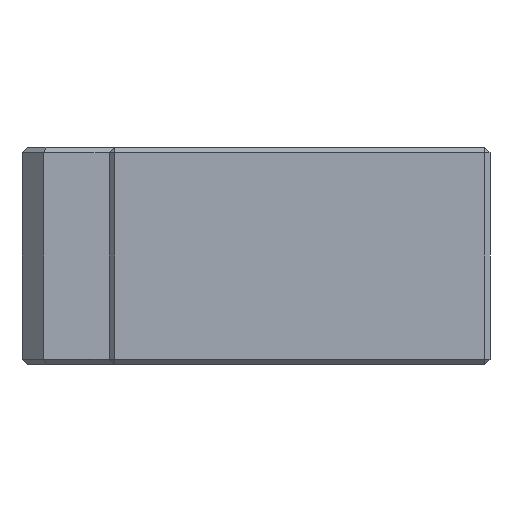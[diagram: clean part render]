
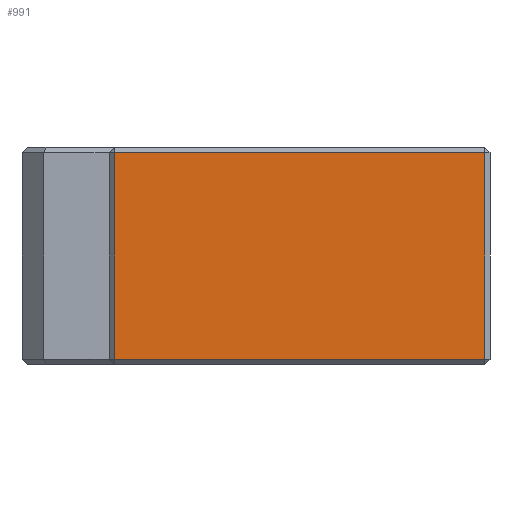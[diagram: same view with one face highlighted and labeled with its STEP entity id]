
A CAD part, left-side view. The second image highlights one B-rep face of the part: STEP entity #991.
In plain terms, the highlighted planar face has unit normal (-1, 0, 0).
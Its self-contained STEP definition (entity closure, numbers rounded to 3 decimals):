
#93 = VECTOR ( 'NONE', #1236, 1000. ) ;
#113 = VECTOR ( 'NONE', #1230, 1000. ) ;
#126 = VECTOR ( 'NONE', #1227, 1000. ) ;
#192 = VECTOR ( 'NONE', #2736, 1000. ) ;
#649 = EDGE_CURVE ( 'NONE', #3185, #3186, #2748, .T. ) ;
#777 = EDGE_CURVE ( 'NONE', #3186, #3187, #1225, .T. ) ;
#778 = EDGE_CURVE ( 'NONE', #3184, #3185, #1228, .T. ) ;
#780 = EDGE_CURVE ( 'NONE', #3187, #3184, #1234, .T. ) ;
#991 = ADVANCED_FACE ( 'NONE', ( #3553 ), #1833, .F. ) ;
#1225 = LINE ( 'NONE', #1226, #126 ) ;
#1226 = CARTESIAN_POINT ( 'NONE',  ( -30., -24.5, 10. ) ) ;
#1227 = DIRECTION ( 'NONE',  ( 0., 0., 1. ) ) ;
#1228 = LINE ( 'NONE', #1229, #113 ) ;
#1229 = CARTESIAN_POINT ( 'NONE',  ( -30., 9.5, 10. ) ) ;
#1230 = DIRECTION ( 'NONE',  ( 0., 0., -1. ) ) ;
#1234 = LINE ( 'NONE', #1235, #93 ) ;
#1235 = CARTESIAN_POINT ( 'NONE',  ( -30., 10., 9.5 ) ) ;
#1236 = DIRECTION ( 'NONE',  ( 0., 1., 0. ) ) ;
#1833 = PLANE ( 'NONE',  #3552 ) ;
#1834 = CARTESIAN_POINT ( 'NONE',  ( -30., 10., 10. ) ) ;
#1835 = DIRECTION ( 'NONE',  ( 1., 0., 0. ) ) ;
#1836 = DIRECTION ( 'NONE',  ( 0., 1., 0. ) ) ;
#2233 = CARTESIAN_POINT ( 'NONE',  ( -30., 9.5, 9.5 ) ) ;
#2234 = CARTESIAN_POINT ( 'NONE',  ( -30., 9.5, -9.5 ) ) ;
#2235 = CARTESIAN_POINT ( 'NONE',  ( -30., -24.5, -9.5 ) ) ;
#2236 = CARTESIAN_POINT ( 'NONE',  ( -30., -24.5, 9.5 ) ) ;
#2513 = ORIENTED_EDGE ( 'NONE', *, *, #778, .T. ) ;
#2548 = EDGE_LOOP ( 'NONE', ( #2513, #3299, #3298, #3302 ) ) ;
#2734 = CARTESIAN_POINT ( 'NONE',  ( -30., 10., -9.5 ) ) ;
#2736 = DIRECTION ( 'NONE',  ( 0., -1., 0. ) ) ;
#2748 = LINE ( 'NONE', #2734, #192 ) ;
#3184 = VERTEX_POINT ( 'NONE', #2233 ) ;
#3185 = VERTEX_POINT ( 'NONE', #2234 ) ;
#3186 = VERTEX_POINT ( 'NONE', #2235 ) ;
#3187 = VERTEX_POINT ( 'NONE', #2236 ) ;
#3298 = ORIENTED_EDGE ( 'NONE', *, *, #777, .T. ) ;
#3299 = ORIENTED_EDGE ( 'NONE', *, *, #649, .T. ) ;
#3302 = ORIENTED_EDGE ( 'NONE', *, *, #780, .T. ) ;
#3552 = AXIS2_PLACEMENT_3D ( 'NONE', #1834, #1835, #1836 ) ;
#3553 = FACE_OUTER_BOUND ( 'NONE', #2548, .T. ) ;
